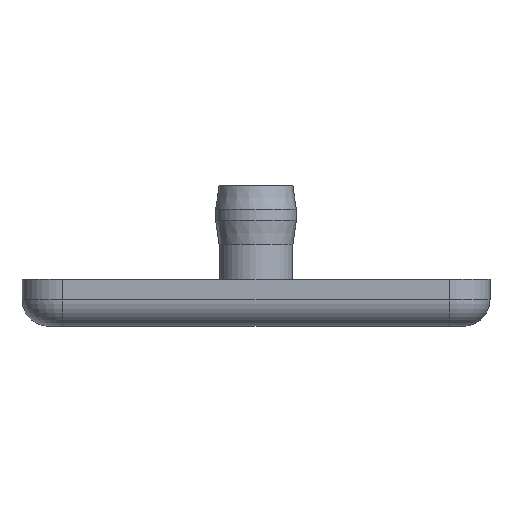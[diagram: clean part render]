
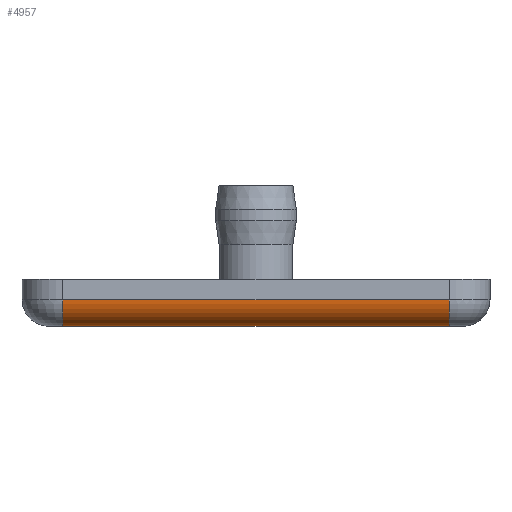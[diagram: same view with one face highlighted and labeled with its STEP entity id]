
A CAD part, front view. The second image highlights one B-rep face of the part: STEP entity #4957.
In plain terms, the highlighted cylindrical face has radius 2.25 mm (diameter 4.5 mm), a partial arc.
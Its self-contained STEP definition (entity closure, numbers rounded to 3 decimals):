
#104 = EDGE_CURVE ( 'NONE', #699, #5203, #5978, .T. ) ;
#699 = VERTEX_POINT ( 'NONE', #6258 ) ;
#807 = CARTESIAN_POINT ( 'NONE',  ( 16.5, -57.75, -4. ) ) ;
#1327 = EDGE_CURVE ( 'NONE', #2191, #699, #4581, .T. ) ;
#1534 = ORIENTED_EDGE ( 'NONE', *, *, #104, .T. ) ;
#1725 = DIRECTION ( 'NONE',  ( 0., 0., -1. ) ) ;
#1738 = DIRECTION ( 'NONE',  ( -1., 0., 0. ) ) ;
#2191 = VERTEX_POINT ( 'NONE', #6138 ) ;
#2430 = EDGE_CURVE ( 'NONE', #5720, #2191, #3066, .T. ) ;
#3066 = CIRCLE ( 'NONE', #4378, 2.25 ) ;
#3232 = CARTESIAN_POINT ( 'NONE',  ( -16.5, -57.75, -4. ) ) ;
#3345 = CARTESIAN_POINT ( 'NONE',  ( -16.5, -57.75, -1.75 ) ) ;
#3346 = CARTESIAN_POINT ( 'NONE',  ( -10., -57.75, -1.75 ) ) ;
#3521 = VECTOR ( 'NONE', #1738, 1000. ) ;
#3862 = DIRECTION ( 'NONE',  ( 1., 0., 0. ) ) ;
#3902 = DIRECTION ( 'NONE',  ( 1., 0., 0. ) ) ;
#3973 = DIRECTION ( 'NONE',  ( 0., 0., -1. ) ) ;
#4012 = AXIS2_PLACEMENT_3D ( 'NONE', #3346, #6160, #3973 ) ;
#4315 = CARTESIAN_POINT ( 'NONE',  ( 0., -57.75, -4. ) ) ;
#4378 = AXIS2_PLACEMENT_3D ( 'NONE', #4788, #5946, #6494 ) ;
#4445 = AXIS2_PLACEMENT_3D ( 'NONE', #3345, #3902, #1725 ) ;
#4569 = CYLINDRICAL_SURFACE ( 'NONE', #4012, 2.25 ) ;
#4581 = LINE ( 'NONE', #6829, #3521 ) ;
#4788 = CARTESIAN_POINT ( 'NONE',  ( 16.5, -57.75, -1.75 ) ) ;
#4862 = LINE ( 'NONE', #4315, #7087 ) ;
#4882 = EDGE_CURVE ( 'NONE', #5203, #5720, #4862, .T. ) ;
#4957 = ADVANCED_FACE ( 'NONE', ( #5108 ), #4569, .T. ) ;
#5060 = ORIENTED_EDGE ( 'NONE', *, *, #1327, .T. ) ;
#5108 = FACE_OUTER_BOUND ( 'NONE', #6521, .T. ) ;
#5203 = VERTEX_POINT ( 'NONE', #3232 ) ;
#5720 = VERTEX_POINT ( 'NONE', #807 ) ;
#5946 = DIRECTION ( 'NONE',  ( -1., 0., 0. ) ) ;
#5978 = CIRCLE ( 'NONE', #4445, 2.25 ) ;
#6138 = CARTESIAN_POINT ( 'NONE',  ( 16.5, -60., -1.75 ) ) ;
#6160 = DIRECTION ( 'NONE',  ( 1., 0., 0. ) ) ;
#6258 = CARTESIAN_POINT ( 'NONE',  ( -16.5, -60., -1.75 ) ) ;
#6494 = DIRECTION ( 'NONE',  ( 0., 0., -1. ) ) ;
#6521 = EDGE_LOOP ( 'NONE', ( #6880, #5060, #1534, #6534 ) ) ;
#6534 = ORIENTED_EDGE ( 'NONE', *, *, #4882, .T. ) ;
#6829 = CARTESIAN_POINT ( 'NONE',  ( -10., -60., -1.75 ) ) ;
#6880 = ORIENTED_EDGE ( 'NONE', *, *, #2430, .T. ) ;
#7087 = VECTOR ( 'NONE', #3862, 1000. ) ;
